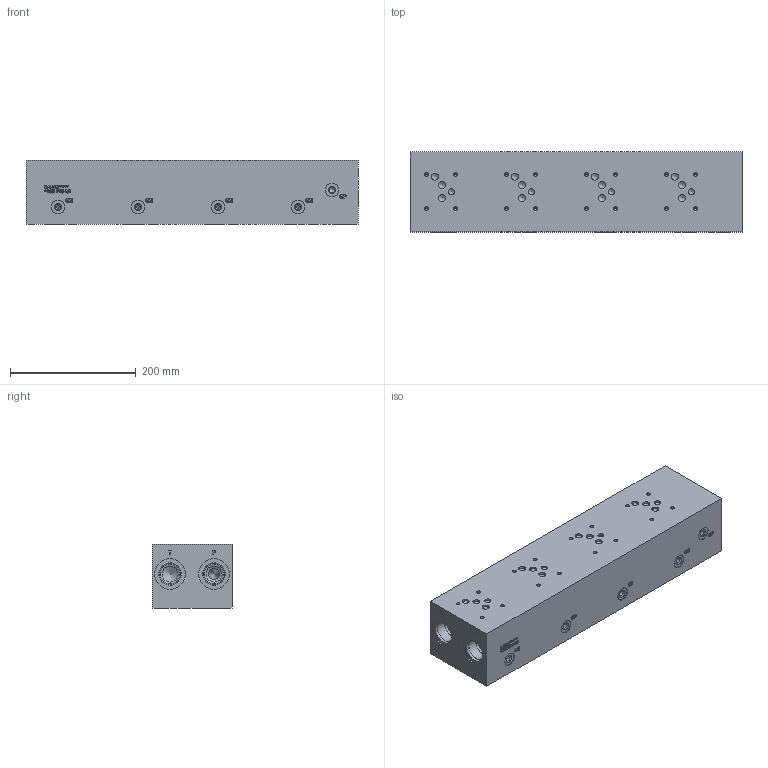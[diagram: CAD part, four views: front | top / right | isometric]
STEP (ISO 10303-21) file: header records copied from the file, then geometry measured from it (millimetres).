
FILE_DESCRIPTION(/* description */ (''),/* implementation_level */ '2;1');
FILE_NAME(/* name */ '_D05HPB045S.stp',/* time_stamp */ '2021-02-01T09:41:59-05:00',/* author */ ('alexanderw'),/* organization */ (''),/* preprocessor_version */ 'ST-DEVELOPER v17',/* originating_system */ 'Autodesk Inventor 2019',/* authorisation */ '');
FILE_SCHEMA (('AUTOMOTIVE_DESIGN { 1 0 10303 214 3 1 1 }'));
Length unit declared in the file: millimetre
Products named in the file (1): Part_AD05HPB045S_3D
Bounding box: 527.05 x 127 x 101.6 mm (x, y, z)
Volume: 6430100.6 mm3; surface area: 326026.7 mm2
Topology: 1 solids, 1 shells, 1343 faces, 3636 edges, 2450 vertices
Faces by surface type: plane 658, bspline 374, cylinder 173, cone 138
Full cylindrical faces by diameter (mm): 5.004 x16, 5.994 x16, 7.925 x4, 9.525 x17, 9.881 x9, 11.125 x21, 12.395 x7, 21.285 x9, 22.225 x8, 24.917 x8, 25.4 x4, 26.99 x1, 27 x7, 27.432 x8, 28.575 x2, 31.267 x6, 33.34 x2, 33.35 x4, 33.757 x6, 35.509 x4, 42.037 x8, 49.124 x6
Entity records: 45348 total; most frequent: CARTESIAN_POINT 12599, ORIENTED_EDGE 7168, DIRECTION 5391, EDGE_CURVE 3584, VERTEX_POINT 2450, LINE 2185, VECTOR 2185, AXIS2_PLACEMENT_3D 1603
